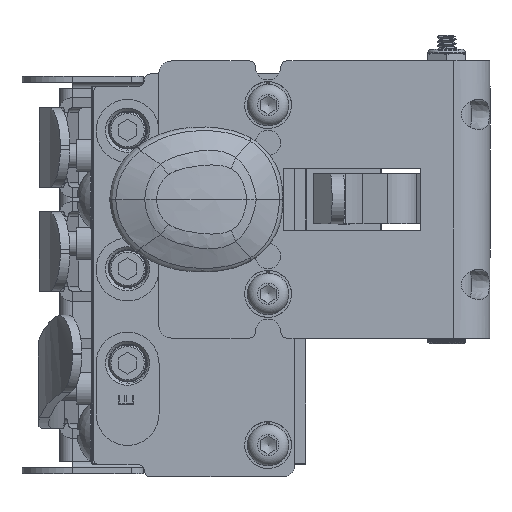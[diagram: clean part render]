
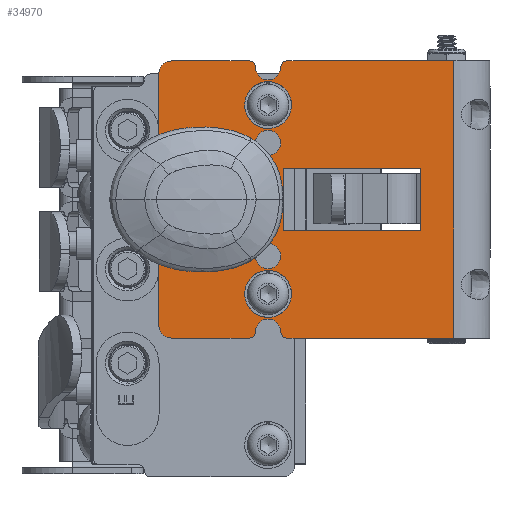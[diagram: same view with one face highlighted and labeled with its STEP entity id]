
A CAD part, left-side view. The second image highlights one B-rep face of the part: STEP entity #34970.
In plain terms, the highlighted planar face has unit normal (-1, 0, 0).
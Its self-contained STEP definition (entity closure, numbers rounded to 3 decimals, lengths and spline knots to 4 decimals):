
#1227=FACE_BOUND('',#6328,.T.);
#1228=FACE_BOUND('',#6329,.T.);
#1229=FACE_BOUND('',#6330,.T.);
#1230=FACE_BOUND('',#6331,.T.);
#1231=FACE_BOUND('',#6332,.T.);
#1232=FACE_BOUND('',#6333,.T.);
#1550=PLANE('',#37071);
#2672=CIRCLE('',#36973,0.0625);
#2693=CIRCLE('',#36996,0.125);
#2694=CIRCLE('',#36998,0.0625);
#2695=CIRCLE('',#37000,0.0625);
#2696=CIRCLE('',#37002,0.125);
#2697=CIRCLE('',#37004,0.0625);
#2698=CIRCLE('',#37007,0.125);
#2699=CIRCLE('',#37010,0.125);
#2700=CIRCLE('',#37013,0.25);
#2701=CIRCLE('',#37015,0.572);
#2702=CIRCLE('',#37017,0.25);
#2733=CIRCLE('',#37064,0.125);
#2734=CIRCLE('',#37066,0.125);
#2735=CIRCLE('',#37068,0.125);
#2736=CIRCLE('',#37070,0.125);
#2737=CIRCLE('',#37072,0.4425);
#4334=FACE_OUTER_BOUND('',#6327,.T.);
#6327=EDGE_LOOP('',(#24352,#24353,#24354,#24355,#24356,#24357,#24358,#24359,
#24360,#24361,#24362,#24363,#24364,#24365,#24366,#24367,#24368,#24369));
#6328=EDGE_LOOP('',(#24370,#24371,#24372,#24373));
#6329=EDGE_LOOP('',(#24374));
#6330=EDGE_LOOP('',(#24375));
#6331=EDGE_LOOP('',(#24376));
#6332=EDGE_LOOP('',(#24377));
#6333=EDGE_LOOP('',(#24378));
#8614=LINE('',#49432,#11186);
#8617=LINE('',#49440,#11189);
#8620=LINE('',#49448,#11192);
#8625=LINE('',#49464,#11197);
#8626=LINE('',#49468,#11198);
#8629=LINE('',#49473,#11201);
#8631=LINE('',#49477,#11203);
#8633=LINE('',#49480,#11205);
#8648=LINE('',#49578,#11220);
#8649=LINE('',#49580,#11221);
#8650=LINE('',#49581,#11222);
#11186=VECTOR('',#40199,0.3937);
#11189=VECTOR('',#40208,0.3937);
#11192=VECTOR('',#40217,0.3937);
#11197=VECTOR('',#40236,0.3937);
#11198=VECTOR('',#40239,0.3937);
#11201=VECTOR('',#40244,0.3937);
#11203=VECTOR('',#40248,0.3937);
#11205=VECTOR('',#40252,0.3937);
#11220=VECTOR('',#40365,0.3937);
#11221=VECTOR('',#40366,0.3937);
#11222=VECTOR('',#40367,0.3937);
#14977=VERTEX_POINT('',#49340);
#14978=VERTEX_POINT('',#49342);
#15009=VERTEX_POINT('',#49408);
#15010=VERTEX_POINT('',#49412);
#15011=VERTEX_POINT('',#49416);
#15012=VERTEX_POINT('',#49417);
#15013=VERTEX_POINT('',#49422);
#15014=VERTEX_POINT('',#49426);
#15015=VERTEX_POINT('',#49430);
#15016=VERTEX_POINT('',#49434);
#15017=VERTEX_POINT('',#49436);
#15018=VERTEX_POINT('',#49442);
#15019=VERTEX_POINT('',#49443);
#15020=VERTEX_POINT('',#49450);
#15021=VERTEX_POINT('',#49452);
#15022=VERTEX_POINT('',#49456);
#15023=VERTEX_POINT('',#49460);
#15024=VERTEX_POINT('',#49466);
#15025=VERTEX_POINT('',#49467);
#15026=VERTEX_POINT('',#49472);
#15027=VERTEX_POINT('',#49476);
#15058=VERTEX_POINT('',#49562);
#15059=VERTEX_POINT('',#49566);
#15060=VERTEX_POINT('',#49570);
#15061=VERTEX_POINT('',#49574);
#15062=VERTEX_POINT('',#49579);
#15063=VERTEX_POINT('',#49582);
#18733=EDGE_CURVE('',#14977,#14978,#2672,.T.);
#18766=EDGE_CURVE('',#15009,#14978,#2693,.T.);
#18768=EDGE_CURVE('',#15009,#15010,#2694,.T.);
#18770=EDGE_CURVE('',#15011,#15012,#2695,.T.);
#18774=EDGE_CURVE('',#15011,#15013,#2696,.T.);
#18776=EDGE_CURVE('',#15014,#15013,#2697,.T.);
#18778=EDGE_CURVE('',#15015,#15014,#8614,.T.);
#18780=EDGE_CURVE('',#15016,#15017,#2698,.T.);
#18782=EDGE_CURVE('',#15012,#15016,#8617,.T.);
#18783=EDGE_CURVE('',#15018,#15019,#2699,.T.);
#18786=EDGE_CURVE('',#15019,#14977,#8620,.T.);
#18788=EDGE_CURVE('',#15020,#15021,#2700,.T.);
#18791=EDGE_CURVE('',#15020,#15022,#2701,.T.);
#18793=EDGE_CURVE('',#15023,#15022,#2702,.T.);
#18794=EDGE_CURVE('',#15023,#15017,#8625,.T.);
#18795=EDGE_CURVE('',#15024,#15025,#8626,.T.);
#18798=EDGE_CURVE('',#15025,#15026,#8629,.T.);
#18800=EDGE_CURVE('',#15026,#15027,#8631,.T.);
#18802=EDGE_CURVE('',#15027,#15024,#8633,.T.);
#18843=EDGE_CURVE('',#15058,#15058,#2733,.T.);
#18845=EDGE_CURVE('',#15059,#15059,#2734,.T.);
#18847=EDGE_CURVE('',#15060,#15060,#2735,.T.);
#18849=EDGE_CURVE('',#15061,#15061,#2736,.T.);
#18851=EDGE_CURVE('',#15018,#15021,#8648,.T.);
#18852=EDGE_CURVE('',#15015,#15062,#8649,.T.);
#18853=EDGE_CURVE('',#15010,#15062,#8650,.T.);
#18854=EDGE_CURVE('',#15063,#15063,#2737,.T.);
#24352=ORIENTED_EDGE('',*,*,#18733,.F.);
#24353=ORIENTED_EDGE('',*,*,#18786,.F.);
#24354=ORIENTED_EDGE('',*,*,#18783,.F.);
#24355=ORIENTED_EDGE('',*,*,#18851,.T.);
#24356=ORIENTED_EDGE('',*,*,#18788,.F.);
#24357=ORIENTED_EDGE('',*,*,#18791,.T.);
#24358=ORIENTED_EDGE('',*,*,#18793,.F.);
#24359=ORIENTED_EDGE('',*,*,#18794,.T.);
#24360=ORIENTED_EDGE('',*,*,#18780,.F.);
#24361=ORIENTED_EDGE('',*,*,#18782,.F.);
#24362=ORIENTED_EDGE('',*,*,#18770,.F.);
#24363=ORIENTED_EDGE('',*,*,#18774,.T.);
#24364=ORIENTED_EDGE('',*,*,#18776,.F.);
#24365=ORIENTED_EDGE('',*,*,#18778,.F.);
#24366=ORIENTED_EDGE('',*,*,#18852,.T.);
#24367=ORIENTED_EDGE('',*,*,#18853,.F.);
#24368=ORIENTED_EDGE('',*,*,#18768,.F.);
#24369=ORIENTED_EDGE('',*,*,#18766,.T.);
#24370=ORIENTED_EDGE('',*,*,#18800,.T.);
#24371=ORIENTED_EDGE('',*,*,#18802,.T.);
#24372=ORIENTED_EDGE('',*,*,#18795,.T.);
#24373=ORIENTED_EDGE('',*,*,#18798,.T.);
#24374=ORIENTED_EDGE('',*,*,#18854,.T.);
#24375=ORIENTED_EDGE('',*,*,#18849,.T.);
#24376=ORIENTED_EDGE('',*,*,#18847,.T.);
#24377=ORIENTED_EDGE('',*,*,#18845,.T.);
#24378=ORIENTED_EDGE('',*,*,#18843,.T.);
#34970=ADVANCED_FACE('',(#4334,#1227,#1228,#1229,#1230,#1231,#1232),#1550,
 .F.);
#36973=AXIS2_PLACEMENT_3D('',#49343,#40114,#40115);
#36996=AXIS2_PLACEMENT_3D('',#49409,#40172,#40173);
#36998=AXIS2_PLACEMENT_3D('',#49413,#40177,#40178);
#37000=AXIS2_PLACEMENT_3D('',#49418,#40182,#40183);
#37002=AXIS2_PLACEMENT_3D('',#49424,#40189,#40190);
#37004=AXIS2_PLACEMENT_3D('',#49428,#40194,#40195);
#37007=AXIS2_PLACEMENT_3D('',#49437,#40203,#40204);
#37010=AXIS2_PLACEMENT_3D('',#49444,#40211,#40212);
#37013=AXIS2_PLACEMENT_3D('',#49453,#40221,#40222);
#37015=AXIS2_PLACEMENT_3D('',#49458,#40227,#40228);
#37017=AXIS2_PLACEMENT_3D('',#49462,#40232,#40233);
#37064=AXIS2_PLACEMENT_3D('',#49563,#40345,#40346);
#37066=AXIS2_PLACEMENT_3D('',#49567,#40350,#40351);
#37068=AXIS2_PLACEMENT_3D('',#49571,#40355,#40356);
#37070=AXIS2_PLACEMENT_3D('',#49575,#40360,#40361);
#37071=AXIS2_PLACEMENT_3D('',#49577,#40363,#40364);
#37072=AXIS2_PLACEMENT_3D('',#49583,#40368,#40369);
#40114=DIRECTION('center_axis',(1.,0.,0.));
#40115=DIRECTION('ref_axis',(0.,-0.708,0.706));
#40172=DIRECTION('center_axis',(1.,0.,0.));
#40173=DIRECTION('ref_axis',(0.,0.,-1.));
#40177=DIRECTION('center_axis',(1.,0.,0.));
#40178=DIRECTION('ref_axis',(0.,0.708,0.706));
#40182=DIRECTION('center_axis',(1.,0.,0.));
#40183=DIRECTION('ref_axis',(0.,-0.708,-0.706));
#40189=DIRECTION('center_axis',(1.,0.,0.));
#40190=DIRECTION('ref_axis',(0.,0.,-1.));
#40194=DIRECTION('center_axis',(1.,0.,0.));
#40195=DIRECTION('ref_axis',(0.,0.708,-0.706));
#40199=DIRECTION('',(0.,1.,0.));
#40203=DIRECTION('center_axis',(1.,0.,0.));
#40204=DIRECTION('ref_axis',(0.,0.707,-0.707));
#40208=DIRECTION('',(0.,1.,0.));
#40211=DIRECTION('center_axis',(1.,0.,0.));
#40212=DIRECTION('ref_axis',(0.,0.707,0.707));
#40217=DIRECTION('',(0.,-1.,0.));
#40221=DIRECTION('center_axis',(-1.,0.,0.));
#40222=DIRECTION('ref_axis',(0.,-0.914,-0.407));
#40227=DIRECTION('center_axis',(-1.,0.,0.));
#40228=DIRECTION('ref_axis',(0.,-0.525,0.851));
#40232=DIRECTION('center_axis',(-1.,0.,0.));
#40233=DIRECTION('ref_axis',(0.,-0.914,0.407));
#40236=DIRECTION('',(0.,0.,-1.));
#40239=DIRECTION('',(0.,1.,0.));
#40244=DIRECTION('',(0.,0.,1.));
#40248=DIRECTION('',(0.,-1.,0.));
#40252=DIRECTION('',(0.,0.,-1.));
#40345=DIRECTION('center_axis',(1.,0.,0.));
#40346=DIRECTION('ref_axis',(0.,0.,-1.));
#40350=DIRECTION('center_axis',(1.,0.,0.));
#40351=DIRECTION('ref_axis',(0.,0.,-1.));
#40355=DIRECTION('center_axis',(1.,0.,0.));
#40356=DIRECTION('ref_axis',(0.,0.,-1.));
#40360=DIRECTION('center_axis',(1.,0.,0.));
#40361=DIRECTION('ref_axis',(0.,0.,-1.));
#40363=DIRECTION('center_axis',(1.,0.,0.));
#40364=DIRECTION('ref_axis',(0.,1.,0.));
#40365=DIRECTION('',(0.,0.,-1.));
#40366=DIRECTION('',(0.,0.,1.));
#40367=DIRECTION('',(0.,-1.,0.));
#40368=DIRECTION('center_axis',(1.,0.,0.));
#40369=DIRECTION('ref_axis',(0.,0.,-1.));
#49340=CARTESIAN_POINT('',(0.,0.5966,1.375));
#49342=CARTESIAN_POINT('',(0.,0.5341,1.3123));
#49343=CARTESIAN_POINT('Origin',(0.,0.5966,1.3125));
#49408=CARTESIAN_POINT('',(0.,0.2841,1.3123));
#49409=CARTESIAN_POINT('Origin',(0.,0.4091,1.312));
#49412=CARTESIAN_POINT('',(0.,0.2216,1.375));
#49413=CARTESIAN_POINT('Origin',(0.,0.2216,1.3125));
#49416=CARTESIAN_POINT('',(0.,0.5341,-1.3123));
#49417=CARTESIAN_POINT('',(0.,0.5966,-1.375));
#49418=CARTESIAN_POINT('Origin',(0.,0.5966,-1.3125));
#49422=CARTESIAN_POINT('',(0.,0.2841,-1.3123));
#49424=CARTESIAN_POINT('Origin',(0.,0.4091,-1.312));
#49426=CARTESIAN_POINT('',(0.,0.2216,-1.375));
#49428=CARTESIAN_POINT('Origin',(0.,0.2216,-1.3125));
#49430=CARTESIAN_POINT('',(0.,-1.4349,-1.375));
#49432=CARTESIAN_POINT('',(0.,-1.7935,-1.375));
#49434=CARTESIAN_POINT('',(0.,1.3685,-1.375));
#49436=CARTESIAN_POINT('',(0.,1.4935,-1.25));
#49437=CARTESIAN_POINT('Origin',(0.,1.3685,-1.25));
#49440=CARTESIAN_POINT('',(0.,-1.7935,-1.375));
#49442=CARTESIAN_POINT('',(0.,1.4935,1.25));
#49443=CARTESIAN_POINT('',(0.,1.3685,1.375));
#49444=CARTESIAN_POINT('Origin',(0.,1.3685,1.25));
#49448=CARTESIAN_POINT('',(0.,1.7935,1.375));
#49450=CARTESIAN_POINT('',(0.,1.5762,0.4251));
#49452=CARTESIAN_POINT('',(0.,1.4935,0.6108));
#49453=CARTESIAN_POINT('Origin',(0.,1.7435,0.6108));
#49456=CARTESIAN_POINT('',(0.,1.5762,-0.4251));
#49458=CARTESIAN_POINT('Origin',(0.,1.1934,0.));
#49460=CARTESIAN_POINT('',(0.,1.4935,-0.6108));
#49462=CARTESIAN_POINT('Origin',(0.,1.7435,-0.6108));
#49464=CARTESIAN_POINT('',(0.,1.4935,-0.6875));
#49466=CARTESIAN_POINT('',(0.,-1.1015,-0.3125));
#49467=CARTESIAN_POINT('',(0.,0.261,-0.3125));
#49468=CARTESIAN_POINT('',(0.,-0.5507,-0.3125));
#49472=CARTESIAN_POINT('',(0.,0.261,0.3125));
#49473=CARTESIAN_POINT('',(0.,0.261,-0.1563));
#49476=CARTESIAN_POINT('',(0.,-1.1015,0.3125));
#49477=CARTESIAN_POINT('',(0.,0.1305,0.3125));
#49480=CARTESIAN_POINT('',(0.,-1.1015,0.1563));
#49562=CARTESIAN_POINT('',(0.,0.4091,-0.437));
#49563=CARTESIAN_POINT('Origin',(0.,0.4091,-0.562));
#49566=CARTESIAN_POINT('',(0.,0.4091,1.062));
#49567=CARTESIAN_POINT('Origin',(0.,0.4091,0.937));
#49570=CARTESIAN_POINT('',(0.,0.4091,0.687));
#49571=CARTESIAN_POINT('Origin',(0.,0.4091,0.562));
#49574=CARTESIAN_POINT('',(0.,0.4091,-0.812));
#49575=CARTESIAN_POINT('Origin',(0.,0.4091,-0.937));
#49577=CARTESIAN_POINT('Origin',(0.,0.,0.));
#49578=CARTESIAN_POINT('',(0.,1.4935,0.2435));
#49579=CARTESIAN_POINT('',(0.,-1.4349,1.375));
#49580=CARTESIAN_POINT('',(0.,-1.4349,0.6875));
#49581=CARTESIAN_POINT('',(0.,1.7935,1.375));
#49582=CARTESIAN_POINT('',(0.,1.1508,0.4425));
#49583=CARTESIAN_POINT('Origin',(0.,1.1508,0.));
